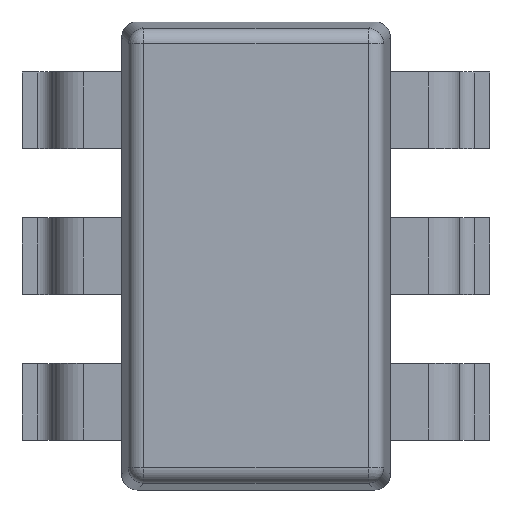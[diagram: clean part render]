
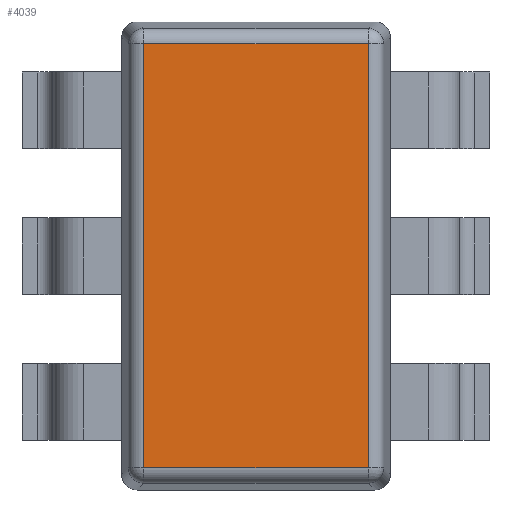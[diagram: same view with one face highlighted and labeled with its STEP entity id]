
A CAD part, top view. The second image highlights one B-rep face of the part: STEP entity #4039.
In plain terms, the highlighted planar face has unit normal (0, 0, 1).
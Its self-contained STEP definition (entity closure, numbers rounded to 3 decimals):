
#3248 = CYLINDRICAL_SURFACE('',#3249,0.1);
#3249 = AXIS2_PLACEMENT_3D('',#3250,#3251,#3252);
#3250 = CARTESIAN_POINT('',(0.143,0.053,1.));
#3251 = DIRECTION('',(0.,1.,0.));
#3252 = DIRECTION('',(-0.995,0.,0.105));
#3369 = CYLINDRICAL_SURFACE('',#3370,0.1);
#3370 = AXIS2_PLACEMENT_3D('',#3371,#3372,#3373);
#3371 = CARTESIAN_POINT('',(0.053,0.143,1.));
#3372 = DIRECTION('',(1.,0.,0.));
#3373 = DIRECTION('',(0.,-0.995,0.105));
#3490 = CYLINDRICAL_SURFACE('',#3491,0.1);
#3491 = AXIS2_PLACEMENT_3D('',#3492,#3493,#3494);
#3492 = CARTESIAN_POINT('',(0.053,2.907,1.));
#3493 = DIRECTION('',(1.,0.,0.));
#3494 = DIRECTION('',(0.,0.995,0.105));
#3566 = CYLINDRICAL_SURFACE('',#3567,0.1);
#3567 = AXIS2_PLACEMENT_3D('',#3568,#3569,#3570);
#3568 = CARTESIAN_POINT('',(1.607,0.053,1.));
#3569 = DIRECTION('',(0.,1.,0.));
#3570 = DIRECTION('',(0.995,0.,0.105));
#3674 = VERTEX_POINT('',#3675);
#3675 = CARTESIAN_POINT('',(0.143,0.143,1.1));
#3703 = EDGE_CURVE('',#3674,#3704,#3706,.T.);
#3704 = VERTEX_POINT('',#3705);
#3705 = CARTESIAN_POINT('',(0.143,2.907,1.1));
#3706 = SURFACE_CURVE('',#3707,(#3711,#3718),.PCURVE_S1.);
#3707 = LINE('',#3708,#3709);
#3708 = CARTESIAN_POINT('',(0.143,0.053,1.1));
#3709 = VECTOR('',#3710,1.);
#3710 = DIRECTION('',(0.,1.,0.));
#3711 = PCURVE('',#3248,#3712);
#3712 = DEFINITIONAL_REPRESENTATION('',(#3713),#3717);
#3713 = LINE('',#3714,#3715);
#3714 = CARTESIAN_POINT('',(1.466,0.));
#3715 = VECTOR('',#3716,1.);
#3716 = DIRECTION('',(0.,1.));
#3717 = ( GEOMETRIC_REPRESENTATION_CONTEXT(2) 
PARAMETRIC_REPRESENTATION_CONTEXT() REPRESENTATION_CONTEXT('2D SPACE',''
  ) );
#3718 = PCURVE('',#3719,#3724);
#3719 = PLANE('',#3720);
#3720 = AXIS2_PLACEMENT_3D('',#3721,#3722,#3723);
#3721 = CARTESIAN_POINT('',(0.,0.,1.1));
#3722 = DIRECTION('',(0.,0.,1.));
#3723 = DIRECTION('',(1.,0.,0.));
#3724 = DEFINITIONAL_REPRESENTATION('',(#3725),#3729);
#3725 = LINE('',#3726,#3727);
#3726 = CARTESIAN_POINT('',(0.143,0.053));
#3727 = VECTOR('',#3728,1.);
#3728 = DIRECTION('',(0.,1.));
#3729 = ( GEOMETRIC_REPRESENTATION_CONTEXT(2) 
PARAMETRIC_REPRESENTATION_CONTEXT() REPRESENTATION_CONTEXT('2D SPACE',''
  ) );
#3787 = VERTEX_POINT('',#3788);
#3788 = CARTESIAN_POINT('',(1.607,0.143,1.1));
#3808 = EDGE_CURVE('',#3674,#3787,#3809,.T.);
#3809 = SURFACE_CURVE('',#3810,(#3814,#3821),.PCURVE_S1.);
#3810 = LINE('',#3811,#3812);
#3811 = CARTESIAN_POINT('',(0.053,0.143,1.1));
#3812 = VECTOR('',#3813,1.);
#3813 = DIRECTION('',(1.,0.,0.));
#3814 = PCURVE('',#3369,#3815);
#3815 = DEFINITIONAL_REPRESENTATION('',(#3816),#3820);
#3816 = LINE('',#3817,#3818);
#3817 = CARTESIAN_POINT('',(4.817,0.));
#3818 = VECTOR('',#3819,1.);
#3819 = DIRECTION('',(0.,1.));
#3820 = ( GEOMETRIC_REPRESENTATION_CONTEXT(2) 
PARAMETRIC_REPRESENTATION_CONTEXT() REPRESENTATION_CONTEXT('2D SPACE',''
  ) );
#3821 = PCURVE('',#3719,#3822);
#3822 = DEFINITIONAL_REPRESENTATION('',(#3823),#3827);
#3823 = LINE('',#3824,#3825);
#3824 = CARTESIAN_POINT('',(0.053,0.143));
#3825 = VECTOR('',#3826,1.);
#3826 = DIRECTION('',(1.,0.));
#3827 = ( GEOMETRIC_REPRESENTATION_CONTEXT(2) 
PARAMETRIC_REPRESENTATION_CONTEXT() REPRESENTATION_CONTEXT('2D SPACE',''
  ) );
#3911 = EDGE_CURVE('',#3704,#3912,#3914,.T.);
#3912 = VERTEX_POINT('',#3913);
#3913 = CARTESIAN_POINT('',(1.607,2.907,1.1));
#3914 = SURFACE_CURVE('',#3915,(#3919,#3926),.PCURVE_S1.);
#3915 = LINE('',#3916,#3917);
#3916 = CARTESIAN_POINT('',(0.053,2.907,1.1));
#3917 = VECTOR('',#3918,1.);
#3918 = DIRECTION('',(1.,0.,0.));
#3919 = PCURVE('',#3490,#3920);
#3920 = DEFINITIONAL_REPRESENTATION('',(#3921),#3925);
#3921 = LINE('',#3922,#3923);
#3922 = CARTESIAN_POINT('',(1.466,0.));
#3923 = VECTOR('',#3924,1.);
#3924 = DIRECTION('',(0.,1.));
#3925 = ( GEOMETRIC_REPRESENTATION_CONTEXT(2) 
PARAMETRIC_REPRESENTATION_CONTEXT() REPRESENTATION_CONTEXT('2D SPACE',''
  ) );
#3926 = PCURVE('',#3719,#3927);
#3927 = DEFINITIONAL_REPRESENTATION('',(#3928),#3932);
#3928 = LINE('',#3929,#3930);
#3929 = CARTESIAN_POINT('',(0.053,2.907));
#3930 = VECTOR('',#3931,1.);
#3931 = DIRECTION('',(1.,0.));
#3932 = ( GEOMETRIC_REPRESENTATION_CONTEXT(2) 
PARAMETRIC_REPRESENTATION_CONTEXT() REPRESENTATION_CONTEXT('2D SPACE',''
  ) );
#3978 = EDGE_CURVE('',#3787,#3912,#3979,.T.);
#3979 = SURFACE_CURVE('',#3980,(#3984,#3991),.PCURVE_S1.);
#3980 = LINE('',#3981,#3982);
#3981 = CARTESIAN_POINT('',(1.607,0.053,1.1));
#3982 = VECTOR('',#3983,1.);
#3983 = DIRECTION('',(0.,1.,0.));
#3984 = PCURVE('',#3566,#3985);
#3985 = DEFINITIONAL_REPRESENTATION('',(#3986),#3990);
#3986 = LINE('',#3987,#3988);
#3987 = CARTESIAN_POINT('',(4.817,0.));
#3988 = VECTOR('',#3989,1.);
#3989 = DIRECTION('',(0.,1.));
#3990 = ( GEOMETRIC_REPRESENTATION_CONTEXT(2) 
PARAMETRIC_REPRESENTATION_CONTEXT() REPRESENTATION_CONTEXT('2D SPACE',''
  ) );
#3991 = PCURVE('',#3719,#3992);
#3992 = DEFINITIONAL_REPRESENTATION('',(#3993),#3997);
#3993 = LINE('',#3994,#3995);
#3994 = CARTESIAN_POINT('',(1.607,0.053));
#3995 = VECTOR('',#3996,1.);
#3996 = DIRECTION('',(0.,1.));
#3997 = ( GEOMETRIC_REPRESENTATION_CONTEXT(2) 
PARAMETRIC_REPRESENTATION_CONTEXT() REPRESENTATION_CONTEXT('2D SPACE',''
  ) );
#4039 = ADVANCED_FACE('',(#4040),#3719,.T.);
#4040 = FACE_BOUND('',#4041,.T.);
#4041 = EDGE_LOOP('',(#4042,#4043,#4044,#4045));
#4042 = ORIENTED_EDGE('',*,*,#3703,.F.);
#4043 = ORIENTED_EDGE('',*,*,#3808,.T.);
#4044 = ORIENTED_EDGE('',*,*,#3978,.T.);
#4045 = ORIENTED_EDGE('',*,*,#3911,.F.);
